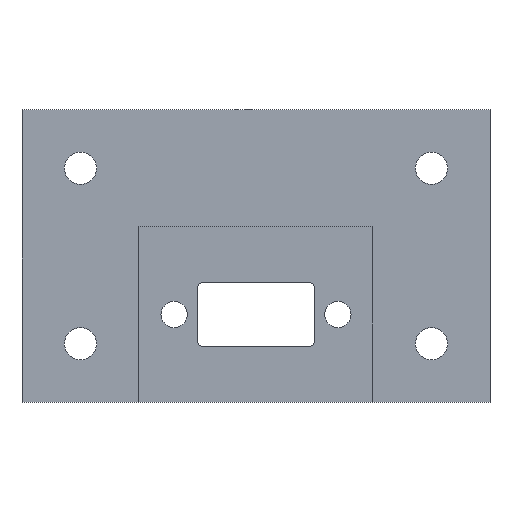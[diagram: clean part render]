
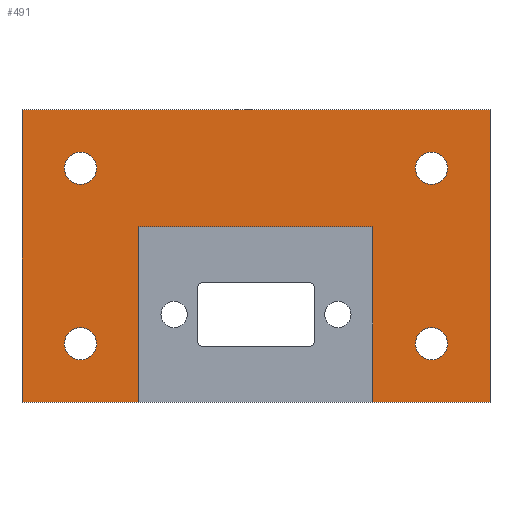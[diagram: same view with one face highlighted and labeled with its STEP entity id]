
A CAD part, top view. The second image highlights one B-rep face of the part: STEP entity #491.
In plain terms, the highlighted planar face has unit normal (0, 0, 1).
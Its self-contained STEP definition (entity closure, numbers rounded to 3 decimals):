
#18=FACE_BOUND('',#93,.T.);
#19=FACE_BOUND('',#94,.T.);
#20=FACE_BOUND('',#95,.T.);
#21=FACE_BOUND('',#96,.T.);
#41=PLANE('',#549);
#65=FACE_OUTER_BOUND('',#92,.T.);
#92=EDGE_LOOP('',(#429,#430,#431,#432,#433,#434,#435,#436));
#93=EDGE_LOOP('',(#437));
#94=EDGE_LOOP('',(#438));
#95=EDGE_LOOP('',(#439));
#96=EDGE_LOOP('',(#440));
#109=LINE('',#715,#155);
#113=LINE('',#723,#159);
#116=LINE('',#729,#162);
#140=LINE('',#802,#186);
#143=LINE('',#808,#189);
#146=LINE('',#813,#192);
#147=LINE('',#815,#193);
#150=LINE('',#819,#196);
#155=VECTOR('',#583,10.);
#159=VECTOR('',#589,10.);
#162=VECTOR('',#594,10.);
#186=VECTOR('',#666,10.);
#189=VECTOR('',#671,10.);
#192=VECTOR('',#676,10.);
#193=VECTOR('',#677,10.);
#196=VECTOR('',#682,10.);
#197=CIRCLE('',#508,2.75);
#199=CIRCLE('',#511,2.75);
#201=CIRCLE('',#514,2.75);
#203=CIRCLE('',#517,2.75);
#217=VERTEX_POINT('',#689);
#219=VERTEX_POINT('',#695);
#221=VERTEX_POINT('',#701);
#223=VERTEX_POINT('',#707);
#225=VERTEX_POINT('',#713);
#226=VERTEX_POINT('',#714);
#229=VERTEX_POINT('',#722);
#231=VERTEX_POINT('',#728);
#255=VERTEX_POINT('',#799);
#256=VERTEX_POINT('',#801);
#258=VERTEX_POINT('',#807);
#260=VERTEX_POINT('',#814);
#261=EDGE_CURVE('',#217,#217,#197,.T.);
#264=EDGE_CURVE('',#219,#219,#199,.T.);
#267=EDGE_CURVE('',#221,#221,#201,.T.);
#270=EDGE_CURVE('',#223,#223,#203,.T.);
#273=EDGE_CURVE('',#225,#226,#109,.T.);
#277=EDGE_CURVE('',#226,#229,#113,.T.);
#280=EDGE_CURVE('',#231,#225,#116,.T.);
#316=EDGE_CURVE('',#256,#255,#140,.T.);
#319=EDGE_CURVE('',#258,#256,#143,.T.);
#322=EDGE_CURVE('',#229,#258,#146,.T.);
#323=EDGE_CURVE('',#260,#231,#147,.T.);
#326=EDGE_CURVE('',#255,#260,#150,.T.);
#429=ORIENTED_EDGE('',*,*,#277,.T.);
#430=ORIENTED_EDGE('',*,*,#322,.T.);
#431=ORIENTED_EDGE('',*,*,#319,.T.);
#432=ORIENTED_EDGE('',*,*,#316,.T.);
#433=ORIENTED_EDGE('',*,*,#326,.T.);
#434=ORIENTED_EDGE('',*,*,#323,.T.);
#435=ORIENTED_EDGE('',*,*,#280,.T.);
#436=ORIENTED_EDGE('',*,*,#273,.T.);
#437=ORIENTED_EDGE('',*,*,#261,.T.);
#438=ORIENTED_EDGE('',*,*,#264,.T.);
#439=ORIENTED_EDGE('',*,*,#267,.T.);
#440=ORIENTED_EDGE('',*,*,#270,.T.);
#491=ADVANCED_FACE('',(#65,#18,#19,#20,#21),#41,.T.);
#508=AXIS2_PLACEMENT_3D('',#690,#555,#556);
#511=AXIS2_PLACEMENT_3D('',#696,#562,#563);
#514=AXIS2_PLACEMENT_3D('',#702,#569,#570);
#517=AXIS2_PLACEMENT_3D('',#708,#576,#577);
#549=AXIS2_PLACEMENT_3D('',#820,#683,#684);
#555=DIRECTION('center_axis',(0.,0.,-1.));
#556=DIRECTION('ref_axis',(1.,0.,0.));
#562=DIRECTION('center_axis',(0.,0.,-1.));
#563=DIRECTION('ref_axis',(1.,0.,0.));
#569=DIRECTION('center_axis',(0.,0.,-1.));
#570=DIRECTION('ref_axis',(1.,0.,0.));
#576=DIRECTION('center_axis',(0.,0.,-1.));
#577=DIRECTION('ref_axis',(1.,0.,0.));
#583=DIRECTION('',(1.,0.,0.));
#589=DIRECTION('',(0.,-1.,0.));
#594=DIRECTION('',(0.,1.,0.));
#666=DIRECTION('',(-1.,0.,0.));
#671=DIRECTION('',(0.,1.,0.));
#676=DIRECTION('',(1.,0.,0.));
#677=DIRECTION('',(1.,0.,0.));
#682=DIRECTION('',(0.,-1.,0.));
#683=DIRECTION('center_axis',(0.,0.,1.));
#684=DIRECTION('ref_axis',(1.,0.,0.));
#689=CARTESIAN_POINT('',(67.25,10.,1.));
#690=CARTESIAN_POINT('Origin',(70.,10.,1.));
#695=CARTESIAN_POINT('',(67.25,40.,1.));
#696=CARTESIAN_POINT('Origin',(70.,40.,1.));
#701=CARTESIAN_POINT('',(7.25,10.,1.));
#702=CARTESIAN_POINT('Origin',(10.,10.,1.));
#707=CARTESIAN_POINT('',(7.25,40.,1.));
#708=CARTESIAN_POINT('Origin',(10.,40.,1.));
#713=CARTESIAN_POINT('',(20.,30.,1.));
#714=CARTESIAN_POINT('',(60.,30.,1.));
#715=CARTESIAN_POINT('',(50.,30.,1.));
#722=CARTESIAN_POINT('',(60.,0.,1.));
#723=CARTESIAN_POINT('',(60.,12.5,1.));
#728=CARTESIAN_POINT('',(20.,0.,1.));
#729=CARTESIAN_POINT('',(20.,27.5,1.));
#799=CARTESIAN_POINT('',(0.,50.,1.));
#801=CARTESIAN_POINT('',(80.,50.,1.));
#802=CARTESIAN_POINT('',(80.,50.,1.));
#807=CARTESIAN_POINT('',(80.,0.,1.));
#808=CARTESIAN_POINT('',(80.,0.,1.));
#813=CARTESIAN_POINT('',(0.,0.,1.));
#814=CARTESIAN_POINT('',(0.,0.,1.));
#815=CARTESIAN_POINT('',(0.,0.,1.));
#819=CARTESIAN_POINT('',(0.,50.,1.));
#820=CARTESIAN_POINT('Origin',(40.,25.,1.));
